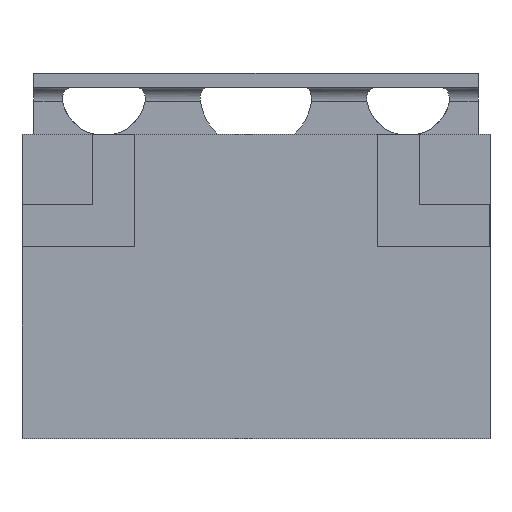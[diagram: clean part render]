
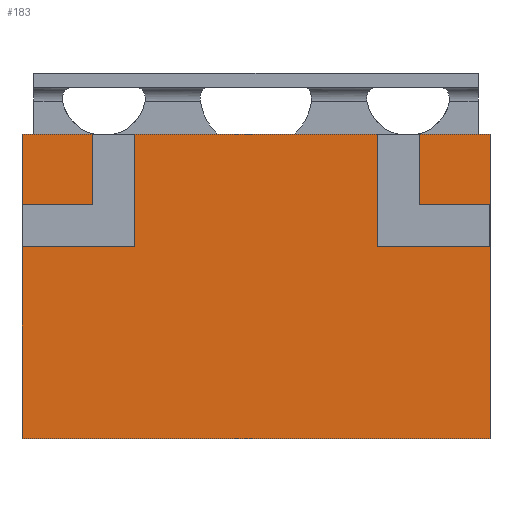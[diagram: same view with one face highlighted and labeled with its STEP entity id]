
A CAD part, front view. The second image highlights one B-rep face of the part: STEP entity #183.
In plain terms, the highlighted planar face has unit normal (0, -1, 0).
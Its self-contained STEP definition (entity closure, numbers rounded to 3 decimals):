
#183=ADVANCED_FACE('',(#3420),#3422,.F.);
#3420=FACE_BOUND('',#3421,.T.);
#3421=EDGE_LOOP('',(#8562,#8563,#8564,#8565,#8566,#8567,#8568,#8569,#8570,#8571,
#8572,#8573,#8574,#8575,#8576,#8577));
#3422=PLANE('',#3423);
#3423=AXIS2_PLACEMENT_3D('',#3424,#3425,#3426);
#3424=CARTESIAN_POINT('',(5.,-1.8,6.5));
#3425=DIRECTION('',(0.,1.,0.));
#3426=DIRECTION('',(0.,0.,-1.));
#8562=ORIENTED_EDGE('',*,*,#10478,.F.);
#8563=ORIENTED_EDGE('',*,*,#10479,.T.);
#8564=ORIENTED_EDGE('',*,*,#10432,.T.);
#8565=ORIENTED_EDGE('',*,*,#10480,.F.);
#8566=ORIENTED_EDGE('',*,*,#10467,.T.);
#8567=ORIENTED_EDGE('',*,*,#10481,.T.);
#8568=ORIENTED_EDGE('',*,*,#10459,.F.);
#8569=ORIENTED_EDGE('',*,*,#10482,.T.);
#8570=ORIENTED_EDGE('',*,*,#10436,.F.);
#8571=ORIENTED_EDGE('',*,*,#10483,.T.);
#8572=ORIENTED_EDGE('',*,*,#10484,.T.);
#8573=ORIENTED_EDGE('',*,*,#10485,.F.);
#8574=ORIENTED_EDGE('',*,*,#10463,.F.);
#8575=ORIENTED_EDGE('',*,*,#10486,.F.);
#8576=ORIENTED_EDGE('',*,*,#10472,.T.);
#8577=ORIENTED_EDGE('',*,*,#10487,.T.);
#10432=EDGE_CURVE('',#11414,#11415,#11416,.T.);
#10436=EDGE_CURVE('',#11419,#11422,#11423,.T.);
#10459=EDGE_CURVE('',#11462,#11464,#11465,.T.);
#10463=EDGE_CURVE('',#11470,#11472,#11473,.T.);
#10467=EDGE_CURVE('',#11480,#11478,#11481,.T.);
#10472=EDGE_CURVE('',#11489,#11487,#11490,.T.);
#10478=EDGE_CURVE('',#11498,#11499,#11500,.T.);
#10479=EDGE_CURVE('',#11498,#11414,#11501,.T.);
#10480=EDGE_CURVE('',#11480,#11415,#11502,.T.);
#10481=EDGE_CURVE('',#11478,#11464,#11503,.T.);
#10482=EDGE_CURVE('',#11462,#11422,#11504,.T.);
#10483=EDGE_CURVE('',#11419,#11505,#11506,.T.);
#10484=EDGE_CURVE('',#11505,#11507,#11508,.T.);
#10485=EDGE_CURVE('',#11472,#11507,#11509,.T.);
#10486=EDGE_CURVE('',#11489,#11470,#11510,.T.);
#10487=EDGE_CURVE('',#11487,#11499,#11511,.T.);
#11414=VERTEX_POINT('',#13051);
#11415=VERTEX_POINT('',#13052);
#11416=LINE('',#13053,#13054);
#11419=VERTEX_POINT('',#13062);
#11422=VERTEX_POINT('',#13067);
#11423=LINE('',#13068,#13069);
#11462=VERTEX_POINT('',#13151);
#11464=VERTEX_POINT('',#13155);
#11465=LINE('',#13156,#13157);
#11470=VERTEX_POINT('',#13167);
#11472=VERTEX_POINT('',#13171);
#11473=LINE('',#13172,#13173);
#11478=VERTEX_POINT('',#13183);
#11480=VERTEX_POINT('',#13187);
#11481=LINE('',#13188,#13189);
#11487=VERTEX_POINT('',#13202);
#11489=VERTEX_POINT('',#13206);
#11490=LINE('',#13207,#13208);
#11498=VERTEX_POINT('',#13227);
#11499=VERTEX_POINT('',#13228);
#11500=LINE('',#13229,#13230);
#11501=LINE('',#13232,#13233);
#11502=LINE('',#13235,#13236);
#11503=LINE('',#13238,#13239);
#11504=LINE('',#13241,#13242);
#11505=VERTEX_POINT('',#13244);
#11506=LINE('',#13245,#13246);
#11507=VERTEX_POINT('',#13248);
#11508=LINE('',#13249,#13250);
#11509=LINE('',#13252,#13253);
#11510=LINE('',#13255,#13256);
#11511=LINE('',#13258,#13259);
#13051=CARTESIAN_POINT('',(-2.6,-1.8,6.5));
#13052=CARTESIAN_POINT('',(-2.6,-1.8,4.1));
#13053=CARTESIAN_POINT('',(-2.6,-1.8,6.5));
#13054=VECTOR('',#13055,1.);
#13055=DIRECTION('',(0.,0.,-1.));
#13062=CARTESIAN_POINT('',(2.6,-1.8,6.5));
#13067=CARTESIAN_POINT('',(2.6,-1.8,4.1));
#13068=CARTESIAN_POINT('',(2.6,-1.8,6.5));
#13069=VECTOR('',#13070,1.);
#13070=DIRECTION('',(0.,0.,-1.));
#13151=CARTESIAN_POINT('',(5.,-1.8,4.1));
#13155=CARTESIAN_POINT('',(5.,-1.8,0.));
#13156=CARTESIAN_POINT('',(5.,-1.8,4.1));
#13157=VECTOR('',#13158,1.);
#13158=DIRECTION('',(0.,0.,-1.));
#13167=CARTESIAN_POINT('',(5.,-1.8,6.5));
#13171=CARTESIAN_POINT('',(5.,-1.8,5.));
#13172=CARTESIAN_POINT('',(5.,-1.8,6.5));
#13173=VECTOR('',#13174,1.);
#13174=DIRECTION('',(0.,0.,-1.));
#13183=CARTESIAN_POINT('',(-5.,-1.8,0.));
#13187=CARTESIAN_POINT('',(-5.,-1.8,4.1));
#13188=CARTESIAN_POINT('',(-5.,-1.8,4.1));
#13189=VECTOR('',#13190,1.);
#13190=DIRECTION('',(0.,0.,-1.));
#13202=CARTESIAN_POINT('',(-5.,-1.8,5.));
#13206=CARTESIAN_POINT('',(-5.,-1.8,6.5));
#13207=CARTESIAN_POINT('',(-5.,-1.8,6.5));
#13208=VECTOR('',#13209,1.);
#13209=DIRECTION('',(0.,0.,-1.));
#13227=CARTESIAN_POINT('',(-3.5,-1.8,6.5));
#13228=CARTESIAN_POINT('',(-3.5,-1.8,5.));
#13229=CARTESIAN_POINT('',(-3.5,-1.8,6.5));
#13230=VECTOR('',#13231,1.);
#13231=DIRECTION('',(0.,0.,-1.));
#13232=CARTESIAN_POINT('',(-3.5,-1.8,6.5));
#13233=VECTOR('',#13234,1.);
#13234=DIRECTION('',(1.,0.,0.));
#13235=CARTESIAN_POINT('',(-5.,-1.8,4.1));
#13236=VECTOR('',#13237,1.);
#13237=DIRECTION('',(1.,0.,0.));
#13238=CARTESIAN_POINT('',(-5.,-1.8,0.));
#13239=VECTOR('',#13240,1.);
#13240=DIRECTION('',(1.,0.,0.));
#13241=CARTESIAN_POINT('',(5.,-1.8,4.1));
#13242=VECTOR('',#13243,1.);
#13243=DIRECTION('',(-1.,0.,0.));
#13244=CARTESIAN_POINT('',(3.5,-1.8,6.5));
#13245=CARTESIAN_POINT('',(2.6,-1.8,6.5));
#13246=VECTOR('',#13247,1.);
#13247=DIRECTION('',(1.,0.,0.));
#13248=CARTESIAN_POINT('',(3.5,-1.8,5.));
#13249=CARTESIAN_POINT('',(3.5,-1.8,6.5));
#13250=VECTOR('',#13251,1.);
#13251=DIRECTION('',(0.,0.,-1.));
#13252=CARTESIAN_POINT('',(5.,-1.8,5.));
#13253=VECTOR('',#13254,1.);
#13254=DIRECTION('',(-1.,0.,0.));
#13255=CARTESIAN_POINT('',(-5.,-1.8,6.5));
#13256=VECTOR('',#13257,1.);
#13257=DIRECTION('',(1.,0.,0.));
#13258=CARTESIAN_POINT('',(-5.,-1.8,5.));
#13259=VECTOR('',#13260,1.);
#13260=DIRECTION('',(1.,0.,0.));
